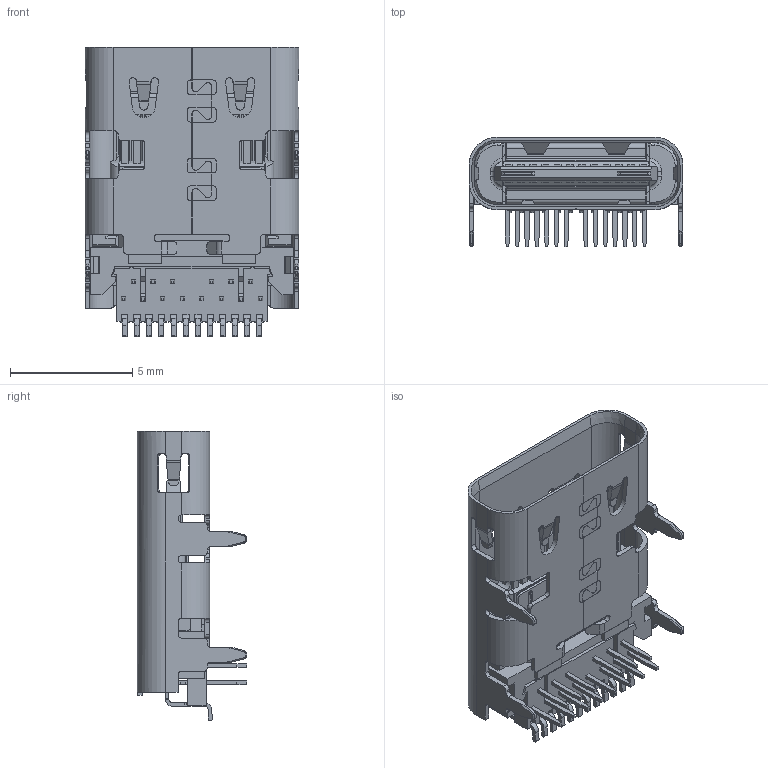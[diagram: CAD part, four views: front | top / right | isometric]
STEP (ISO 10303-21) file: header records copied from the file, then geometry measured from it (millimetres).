
FILE_DESCRIPTION((''),'2;1');
FILE_NAME('SS-52400-002','2024-01-15T11:46:58',('Ben.Ruane'),('Stewart Connector'),'CREO PARAMETRIC BY PTC INC, 2022164','CREO PARAMETRIC BY PTC INC, 2022164','');
FILE_SCHEMA(('CONFIG_CONTROL_DESIGN'));
Length unit declared in the file: millimetre
Products named in the file (1): SS-52400-002
Bounding box: 8.74 x 4.46 x 11.83 mm (x, y, z)
Volume: 123.3 mm3; surface area: 861.4 mm2
Topology: 1 solids, 31 shells, 2499 faces, 6943 edges, 4481 vertices
Faces by surface type: plane 1866, cylinder 519, bspline 68, cone 42, torus 4
Entity records: 80638 total; most frequent: CARTESIAN_POINT 16264, ORIENTED_EDGE 13886, DIRECTION 12709, EDGE_CURVE 6943, VECTOR 5603, LINE 5603, VERTEX_POINT 4481, AXIS2_PLACEMENT_3D 3553
